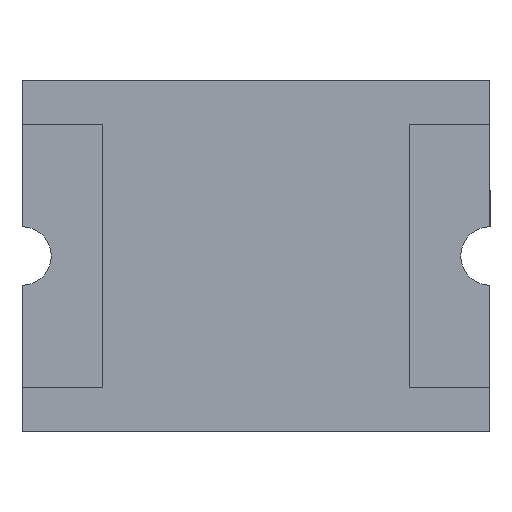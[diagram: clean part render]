
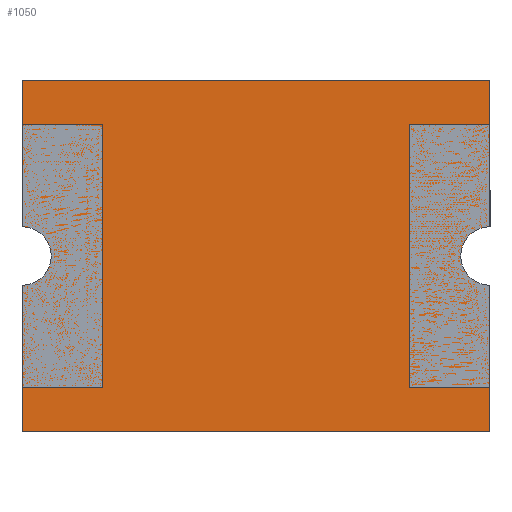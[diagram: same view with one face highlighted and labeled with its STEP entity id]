
A CAD part, front view. The second image highlights one B-rep face of the part: STEP entity #1050.
In plain terms, the highlighted planar face has unit normal (0, -1, 0).
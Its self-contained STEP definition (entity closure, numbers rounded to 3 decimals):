
#1004 = VERTEX_POINT ( 'NONE', #7591 ) ;
#1006 = EDGE_CURVE ( 'NONE', #3548, #1004, #7354, .T. ) ;
#1011 = VERTEX_POINT ( 'NONE', #7616 ) ;
#1028 = ORIENTED_EDGE ( 'NONE', *, *, #1029, .F. ) ;
#1029 = EDGE_CURVE ( 'NONE', #1030, #1004, #7704, .T. ) ;
#1030 = VERTEX_POINT ( 'NONE', #7681 ) ;
#1031 = ORIENTED_EDGE ( 'NONE', *, *, #1032, .T. ) ;
#1032 = EDGE_CURVE ( 'NONE', #1030, #1033, #7680, .T. ) ;
#1033 = VERTEX_POINT ( 'NONE', #7676 ) ;
#1034 = ORIENTED_EDGE ( 'NONE', *, *, #1035, .T. ) ;
#1035 = EDGE_CURVE ( 'NONE', #1033, #1058, #7675, .T. ) ;
#1036 = ORIENTED_EDGE ( 'NONE', *, *, #1057, .F. ) ;
#1037 = ORIENTED_EDGE ( 'NONE', *, *, #1038, .T. ) ;
#1038 = EDGE_CURVE ( 'NONE', #1055, #1011, #7670, .T. ) ;
#1039 = ORIENTED_EDGE ( 'NONE', *, *, #1068, .F. ) ;
#1050 = ADVANCED_FACE ( 'NONE', ( #7721 ), #7771, .F. ) ;
#1051 = EDGE_LOOP ( 'NONE', ( #1052, #1028, #1031, #1034, #1036, #1037, #1039, #1099 ) ) ;
#1052 = ORIENTED_EDGE ( 'NONE', *, *, #1006, .T. ) ;
#1055 = VERTEX_POINT ( 'NONE', #7762 ) ;
#1057 = EDGE_CURVE ( 'NONE', #1055, #1058, #7761, .T. ) ;
#1058 = VERTEX_POINT ( 'NONE', #7757 ) ;
#1068 = EDGE_CURVE ( 'NONE', #3563, #1011, #7780, .T. ) ;
#1099 = ORIENTED_EDGE ( 'NONE', *, *, #3559, .F. ) ;
#3548 = VERTEX_POINT ( 'NONE', #18713 ) ;
#3559 = EDGE_CURVE ( 'NONE', #3548, #3563, #19056, .T. ) ;
#3563 = VERTEX_POINT ( 'NONE', #19047 ) ;
#7353 = CARTESIAN_POINT ( 'NONE',  ( -1.6, -0.25, 1.2 ) ) ;
#7354 = LINE ( 'NONE', #7353, #7639 ) ;
#7591 = CARTESIAN_POINT ( 'NONE',  ( -1.6, -0.25, 0.2 ) ) ;
#7616 = CARTESIAN_POINT ( 'NONE',  ( 1.6, -0.25, 0.2 ) ) ;
#7638 = DIRECTION ( 'NONE',  ( 0., 0., -1. ) ) ;
#7639 = VECTOR ( 'NONE', #7638, 1000. ) ;
#7656 = CARTESIAN_POINT ( 'NONE',  ( -1.6, -0.25, 0. ) ) ;
#7670 = CIRCLE ( 'NONE', #7740, 0.2 ) ;
#7671 = DIRECTION ( 'NONE',  ( 1., 0., 0. ) ) ;
#7672 = VECTOR ( 'NONE', #7671, 1000. ) ;
#7674 = CARTESIAN_POINT ( 'NONE',  ( 0.038, -0.25, -1.2 ) ) ;
#7675 = LINE ( 'NONE', #7674, #7672 ) ;
#7676 = CARTESIAN_POINT ( 'NONE',  ( -1.6, -0.25, -1.2 ) ) ;
#7677 = DIRECTION ( 'NONE',  ( 0., 0., -1. ) ) ;
#7678 = VECTOR ( 'NONE', #7677, 1000. ) ;
#7679 = CARTESIAN_POINT ( 'NONE',  ( -1.6, -0.25, 1.2 ) ) ;
#7680 = LINE ( 'NONE', #7679, #7678 ) ;
#7681 = CARTESIAN_POINT ( 'NONE',  ( -1.6, -0.25, -0.2 ) ) ;
#7701 = DIRECTION ( 'NONE',  ( 0., 0., -1. ) ) ;
#7702 = DIRECTION ( 'NONE',  ( 0., -1., 0. ) ) ;
#7703 = AXIS2_PLACEMENT_3D ( 'NONE', #7656, #7702, #7701 ) ;
#7704 = CIRCLE ( 'NONE', #7703, 0.2 ) ;
#7721 = FACE_OUTER_BOUND ( 'NONE', #1051, .T. ) ;
#7737 = DIRECTION ( 'NONE',  ( 0., 0., -1. ) ) ;
#7738 = DIRECTION ( 'NONE',  ( 0., 1., 0. ) ) ;
#7739 = CARTESIAN_POINT ( 'NONE',  ( 1.6, -0.25, 0. ) ) ;
#7740 = AXIS2_PLACEMENT_3D ( 'NONE', #7739, #7738, #7737 ) ;
#7757 = CARTESIAN_POINT ( 'NONE',  ( 1.6, -0.25, -1.2 ) ) ;
#7758 = DIRECTION ( 'NONE',  ( 0., 0., -1. ) ) ;
#7759 = VECTOR ( 'NONE', #7758, 1000. ) ;
#7760 = CARTESIAN_POINT ( 'NONE',  ( 1.6, -0.25, 1.2 ) ) ;
#7761 = LINE ( 'NONE', #7760, #7759 ) ;
#7762 = CARTESIAN_POINT ( 'NONE',  ( 1.6, -0.25, -0.2 ) ) ;
#7766 = DIRECTION ( 'NONE',  ( 0., 0., 1. ) ) ;
#7767 = DIRECTION ( 'NONE',  ( 0., 1., 0. ) ) ;
#7768 = CARTESIAN_POINT ( 'NONE',  ( 0.038, -0.25, 1.2 ) ) ;
#7769 = AXIS2_PLACEMENT_3D ( 'NONE', #7768, #7767, #7766 ) ;
#7771 = PLANE ( 'NONE',  #7769 ) ;
#7777 = DIRECTION ( 'NONE',  ( 0., 0., -1. ) ) ;
#7778 = VECTOR ( 'NONE', #7777, 1000. ) ;
#7779 = CARTESIAN_POINT ( 'NONE',  ( 1.6, -0.25, 1.2 ) ) ;
#7780 = LINE ( 'NONE', #7779, #7778 ) ;
#18713 = CARTESIAN_POINT ( 'NONE',  ( -1.6, -0.25, 1.2 ) ) ;
#19047 = CARTESIAN_POINT ( 'NONE',  ( 1.6, -0.25, 1.2 ) ) ;
#19053 = DIRECTION ( 'NONE',  ( 1., 0., 0. ) ) ;
#19054 = VECTOR ( 'NONE', #19053, 1000. ) ;
#19055 = CARTESIAN_POINT ( 'NONE',  ( 0.038, -0.25, 1.2 ) ) ;
#19056 = LINE ( 'NONE', #19055, #19054 ) ;
